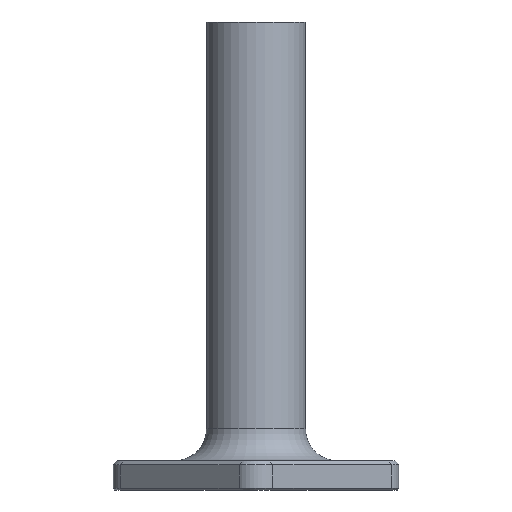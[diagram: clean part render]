
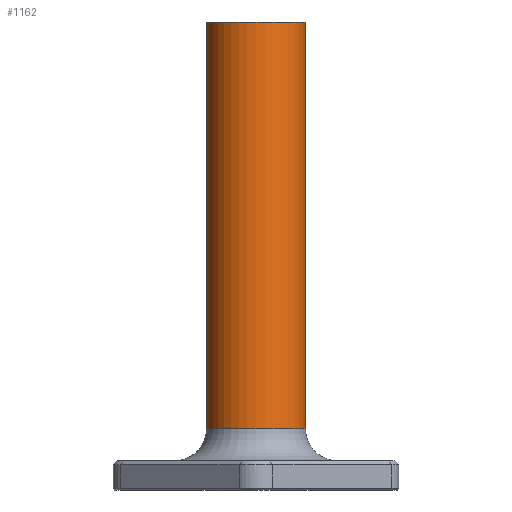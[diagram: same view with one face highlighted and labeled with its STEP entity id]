
A CAD part, front view. The second image highlights one B-rep face of the part: STEP entity #1162.
In plain terms, the highlighted cylindrical face has radius 12.5 mm (diameter 25 mm), a partial arc.
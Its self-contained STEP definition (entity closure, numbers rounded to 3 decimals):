
#43 = CIRCLE ( 'NONE', #2245, 12.5 ) ;
#127 = LINE ( 'NONE', #916, #288 ) ;
#128 = VERTEX_POINT ( 'NONE', #2381 ) ;
#186 = CARTESIAN_POINT ( 'NONE',  ( 0., 0., -100. ) ) ;
#206 = ORIENTED_EDGE ( 'NONE', *, *, #540, .F. ) ;
#288 = VECTOR ( 'NONE', #1823, 1000. ) ;
#336 = EDGE_CURVE ( 'NONE', #923, #128, #756, .T. ) ;
#348 = CARTESIAN_POINT ( 'NONE',  ( -12.5, 0., 118. ) ) ;
#370 = FACE_OUTER_BOUND ( 'NONE', #1002, .T. ) ;
#376 = ORIENTED_EDGE ( 'NONE', *, *, #911, .F. ) ;
#441 = ORIENTED_EDGE ( 'NONE', *, *, #336, .F. ) ;
#460 = ORIENTED_EDGE ( 'NONE', *, *, #1272, .T. ) ;
#467 = CIRCLE ( 'NONE', #1020, 12.5 ) ;
#477 = DIRECTION ( 'NONE',  ( 0., 0., 1. ) ) ;
#527 = CARTESIAN_POINT ( 'NONE',  ( 12.5, 0., 116. ) ) ;
#540 = EDGE_CURVE ( 'NONE', #2284, #748, #467, .T. ) ;
#669 = CARTESIAN_POINT ( 'NONE',  ( 0., 0., 118. ) ) ;
#748 = VERTEX_POINT ( 'NONE', #936 ) ;
#756 = LINE ( 'NONE', #1130, #2362 ) ;
#849 = DIRECTION ( 'NONE',  ( -1., 0., 0. ) ) ;
#856 = ORIENTED_EDGE ( 'NONE', *, *, #1724, .T. ) ;
#911 = EDGE_CURVE ( 'NONE', #128, #2284, #1435, .T. ) ;
#916 = CARTESIAN_POINT ( 'NONE',  ( 12.5, 0., 113. ) ) ;
#923 = VERTEX_POINT ( 'NONE', #1089 ) ;
#934 = DIRECTION ( 'NONE',  ( 0., 0., 1. ) ) ;
#936 = CARTESIAN_POINT ( 'NONE',  ( 12.5, 0., 118. ) ) ;
#995 = ORIENTED_EDGE ( 'NONE', *, *, #1268, .T. ) ;
#1002 = EDGE_LOOP ( 'NONE', ( #441, #460, #995, #856, #206, #376 ) ) ;
#1020 = AXIS2_PLACEMENT_3D ( 'NONE', #669, #1410, #1652 ) ;
#1047 = CARTESIAN_POINT ( 'NONE',  ( 12.5, 0., -100. ) ) ;
#1089 = CARTESIAN_POINT ( 'NONE',  ( -12.5, 0., 15.39 ) ) ;
#1130 = CARTESIAN_POINT ( 'NONE',  ( -12.5, 0., -100. ) ) ;
#1162 = ADVANCED_FACE ( 'NONE', ( #370 ), #2025, .T. ) ;
#1268 = EDGE_CURVE ( 'NONE', #2355, #1801, #2384, .T. ) ;
#1272 = EDGE_CURVE ( 'NONE', #923, #2355, #43, .T. ) ;
#1377 = AXIS2_PLACEMENT_3D ( 'NONE', #186, #934, #1671 ) ;
#1410 = DIRECTION ( 'NONE',  ( 0., 0., 1. ) ) ;
#1435 = LINE ( 'NONE', #2177, #1626 ) ;
#1497 = VECTOR ( 'NONE', #2012, 1000. ) ;
#1592 = DIRECTION ( 'NONE',  ( 0., 0., 1. ) ) ;
#1626 = VECTOR ( 'NONE', #1592, 1000. ) ;
#1652 = DIRECTION ( 'NONE',  ( 1., 0., 0. ) ) ;
#1671 = DIRECTION ( 'NONE',  ( 1., 0., 0. ) ) ;
#1724 = EDGE_CURVE ( 'NONE', #1801, #748, #127, .T. ) ;
#1801 = VERTEX_POINT ( 'NONE', #527 ) ;
#1823 = DIRECTION ( 'NONE',  ( 0., 0., 1. ) ) ;
#1871 = DIRECTION ( 'NONE',  ( 0., 0., 1. ) ) ;
#1961 = CARTESIAN_POINT ( 'NONE',  ( 0., 0., 15.39 ) ) ;
#2012 = DIRECTION ( 'NONE',  ( 0., 0., 1. ) ) ;
#2025 = CYLINDRICAL_SURFACE ( 'NONE', #1377, 12.5 ) ;
#2177 = CARTESIAN_POINT ( 'NONE',  ( -12.5, 0., 113. ) ) ;
#2245 = AXIS2_PLACEMENT_3D ( 'NONE', #1961, #477, #849 ) ;
#2284 = VERTEX_POINT ( 'NONE', #348 ) ;
#2314 = CARTESIAN_POINT ( 'NONE',  ( 12.5, 0., 15.39 ) ) ;
#2355 = VERTEX_POINT ( 'NONE', #2314 ) ;
#2362 = VECTOR ( 'NONE', #1871, 1000. ) ;
#2381 = CARTESIAN_POINT ( 'NONE',  ( -12.5, 0., 116. ) ) ;
#2384 = LINE ( 'NONE', #1047, #1497 ) ;
